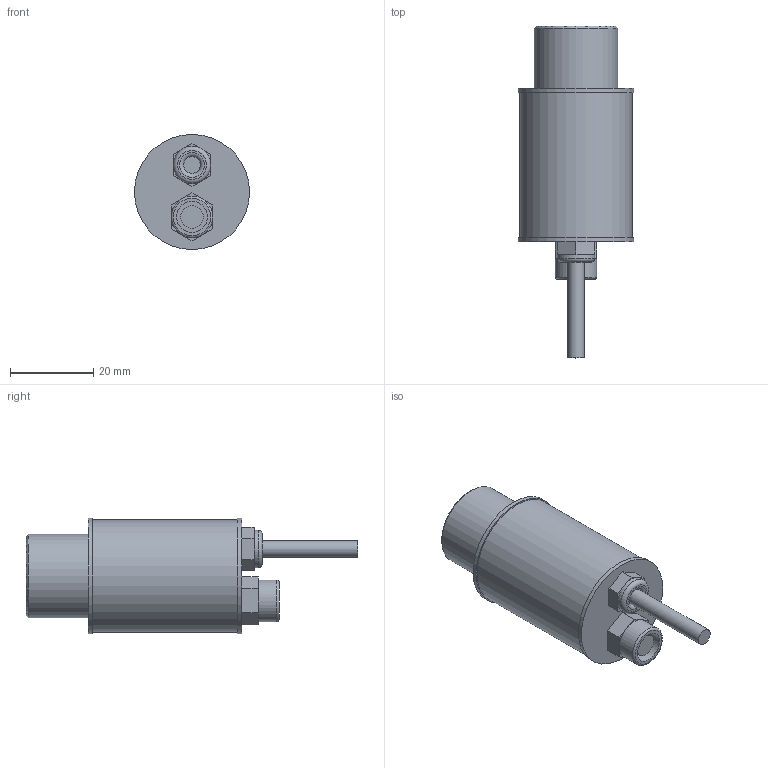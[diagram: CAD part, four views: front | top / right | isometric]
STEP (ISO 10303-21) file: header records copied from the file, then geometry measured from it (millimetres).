
FILE_DESCRIPTION(('FreeCAD Model'),'2;1');
FILE_NAME('USB - 3D CAD.step','2018-05-22T15:06:57',('') ,(''),'Open CASCADE STEP processor 6.8','FreeCAD','Unknown');
FILE_SCHEMA(('AUTOMOTIVE_DESIGN_CC2 { 1 2 10303 214 -1 1 5 4 }'));
Length unit declared in the file: millimetre
Products named in the file (2): ASSEMBLY; Pad010
Assembly tree (1 placements, depth 2):
  ASSEMBLY
    Pad010
Bounding box: 27.7 x 79.9 x 27.7 mm (x, y, z)
Volume: 27027.5 mm3; surface area: 6256.3 mm2
Topology: 1 solids, 1 shells, 50 faces, 102 edges, 63 vertices
Faces by surface type: plane 35, cylinder 10, torus 3, cone 2
Full cylindrical faces by diameter (mm): 4 x1, 5.5 x1, 7.5 x1, 9 x1, 10 x1, 15 x1, 20 x1, 27 x1, 27.7 x2
Entity records: 2759 total; most frequent: CARTESIAN_POINT 623, DIRECTION 410, LINE 220, VECTOR 220, ORIENTED_EDGE 204, PCURVE 204, DEFINITIONAL_REPRESENTATION 204, EDGE_CURVE 102
